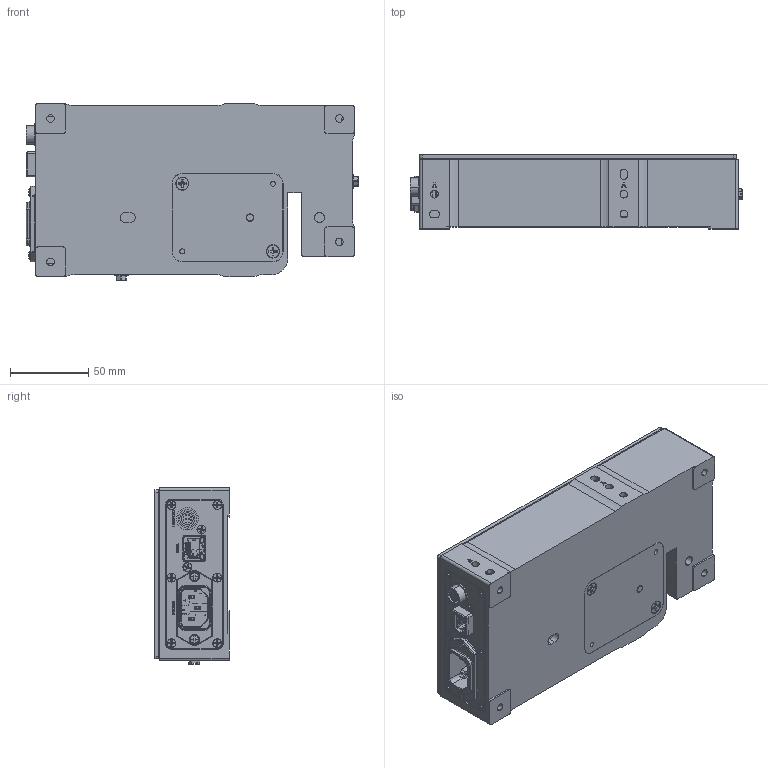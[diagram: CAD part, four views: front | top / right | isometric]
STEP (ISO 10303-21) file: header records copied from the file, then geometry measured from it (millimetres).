
FILE_DESCRIPTION (( 'STEP AP203' ), '1' );
FILE_NAME ('00103-01 TLAser103, Single Axis Micrometer.STEP', '2014-06-27T15:08:04', ( 'Mark' ), ( '' ), 'SwSTEP 2.0', 'SolidWorks 2014', '' );
FILE_SCHEMA (( 'CONFIG_CONTROL_DESIGN' ));
Length unit declared in the file: inch
Products named in the file (1): 00103-01 TLAser103, Single Axis Micrometer
Bounding box: 211.6 x 47.3 x 112.67 mm (x, y, z)
Surface area: 128744 mm2 (no closed solid volume)
Topology: 0 solids, 105 shells, 1372 faces, 6321 edges, 4998 vertices
Faces by surface type: plane 830, cone 225, cylinder 213, bspline 72, torus 24, sphere 8
Entity records: 73579 total; most frequent: CARTESIAN_POINT 23355, DIRECTION 9850, ORIENTED_EDGE 9285, EDGE_CURVE 6279, VERTEX_POINT 4998, AXIS2_PLACEMENT_3D 3376, VECTOR 3098, LINE 3098
